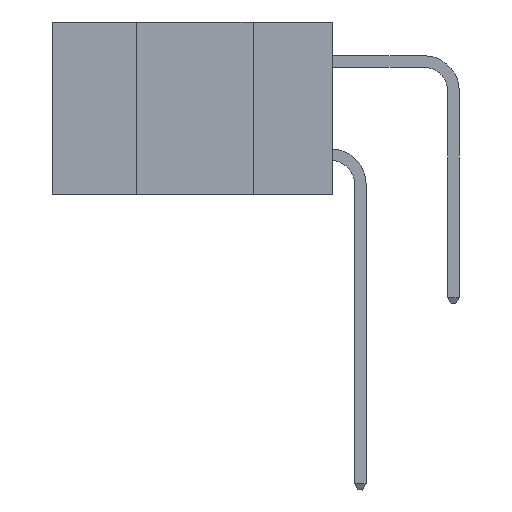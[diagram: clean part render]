
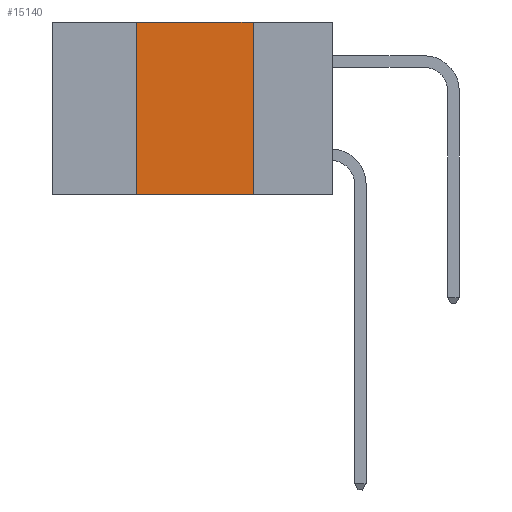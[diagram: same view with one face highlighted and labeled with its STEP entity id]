
A CAD part, left-side view. The second image highlights one B-rep face of the part: STEP entity #15140.
In plain terms, the highlighted planar face has unit normal (-1, 0, 0).
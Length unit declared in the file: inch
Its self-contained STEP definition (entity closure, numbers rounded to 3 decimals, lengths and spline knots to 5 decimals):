
#11 = FACE_OUTER_BOUND ( 'NONE', #20421, .T. ) ;
#911 = CARTESIAN_POINT ( 'NONE',  ( 0., 0.42, -0.37 ) ) ;
#1004 = CARTESIAN_POINT ( 'NONE',  ( 0., 0.42, 0. ) ) ;
#1387 = LINE ( 'NONE', #18885, #9832 ) ;
#2318 = EDGE_CURVE ( 'NONE', #10912, #4048, #1387, .T. ) ;
#3269 = CARTESIAN_POINT ( 'NONE',  ( 0., 0.6, -0.37 ) ) ;
#3845 = EDGE_CURVE ( 'NONE', #15376, #10912, #6670, .T. ) ;
#4048 = VERTEX_POINT ( 'NONE', #19689 ) ;
#4935 = LINE ( 'NONE', #13688, #12237 ) ;
#5232 = ORIENTED_EDGE ( 'NONE', *, *, #2318, .F. ) ;
#6670 = LINE ( 'NONE', #13599, #17582 ) ;
#6810 = DIRECTION ( 'NONE',  ( 0., -1., 0. ) ) ;
#6962 = PLANE ( 'NONE',  #20273 ) ;
#7126 = VECTOR ( 'NONE', #6810, 39.37008 ) ;
#8032 = DIRECTION ( 'NONE',  ( 0., 0., 1. ) ) ;
#9832 = VECTOR ( 'NONE', #13664, 39.37008 ) ;
#9954 = ORIENTED_EDGE ( 'NONE', *, *, #13312, .F. ) ;
#10912 = VERTEX_POINT ( 'NONE', #1004 ) ;
#11652 = CARTESIAN_POINT ( 'NONE',  ( 0., 0.17, -0.37 ) ) ;
#11987 = DIRECTION ( 'NONE',  ( 0., 0., -1. ) ) ;
#12237 = VECTOR ( 'NONE', #11987, 39.37008 ) ;
#12433 = EDGE_CURVE ( 'NONE', #15376, #16157, #15879, .T. ) ;
#13312 = EDGE_CURVE ( 'NONE', #4048, #16157, #4935, .T. ) ;
#13599 = CARTESIAN_POINT ( 'NONE',  ( 0., 0.42, -0.37 ) ) ;
#13664 = DIRECTION ( 'NONE',  ( 0., -1., 0. ) ) ;
#13688 = CARTESIAN_POINT ( 'NONE',  ( 0., 0.17, -0.37 ) ) ;
#13889 = CARTESIAN_POINT ( 'NONE',  ( 0., 0.6, 0. ) ) ;
#14104 = DIRECTION ( 'NONE',  ( 0., 0., -1. ) ) ;
#15140 = ADVANCED_FACE ( 'NONE', ( #11 ), #6962, .F. ) ;
#15376 = VERTEX_POINT ( 'NONE', #911 ) ;
#15879 = LINE ( 'NONE', #3269, #7126 ) ;
#16140 = DIRECTION ( 'NONE',  ( 1., 0., 0. ) ) ;
#16157 = VERTEX_POINT ( 'NONE', #11652 ) ;
#17582 = VECTOR ( 'NONE', #8032, 39.37008 ) ;
#18631 = ORIENTED_EDGE ( 'NONE', *, *, #3845, .F. ) ;
#18885 = CARTESIAN_POINT ( 'NONE',  ( 0., 0.6, 0. ) ) ;
#19689 = CARTESIAN_POINT ( 'NONE',  ( 0., 0.17, 0. ) ) ;
#19762 = ORIENTED_EDGE ( 'NONE', *, *, #12433, .T. ) ;
#20273 = AXIS2_PLACEMENT_3D ( 'NONE', #13889, #16140, #14104 ) ;
#20421 = EDGE_LOOP ( 'NONE', ( #9954, #5232, #18631, #19762 ) ) ;
